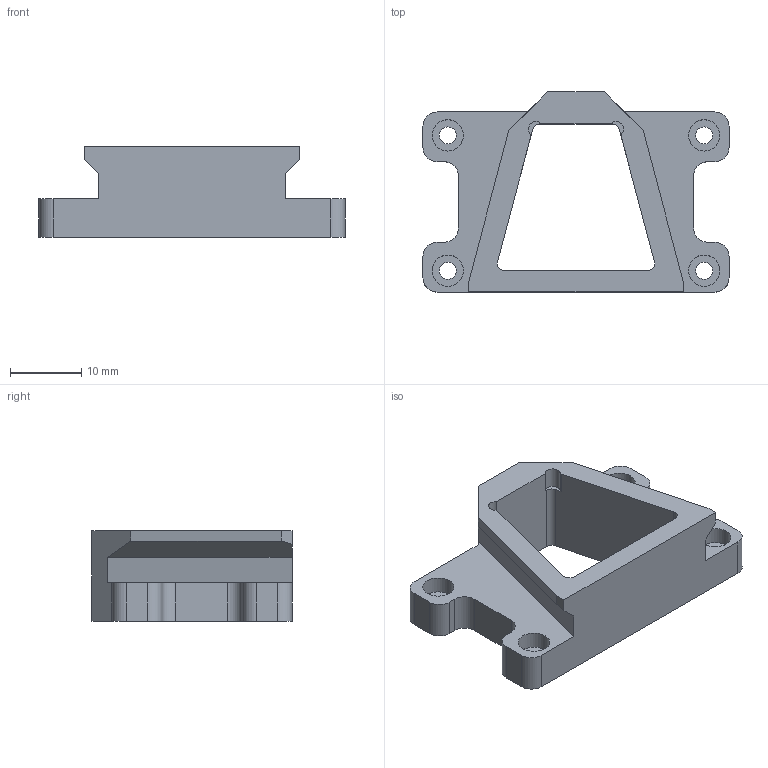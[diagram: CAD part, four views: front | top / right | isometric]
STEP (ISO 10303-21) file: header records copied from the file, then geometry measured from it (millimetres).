
FILE_DESCRIPTION(/* description */ (''),/* implementation_level */ '2;1');
FILE_NAME(/* name */ 'Sans nom.step',/* time_stamp */ '2022-01-28T14:31:21+01:00',/* author */ (''),/* organization */ (''),/* preprocessor_version */ 'ST-DEVELOPER v18.1',/* originating_system */ 'Autodesk Translation Framework v10.13.0.1454',/* authorisation */ '');
FILE_SCHEMA (('AUTOMOTIVE_DESIGN { 1 0 10303 214 3 1 1 }'));
Length unit declared in the file: millimetre
Products named in the file (1): Sans nom
Bounding box: 43 x 28.1 x 12.7 mm (x, y, z)
Volume: 4817.8 mm3; surface area: 4110.9 mm2
Topology: 1 solids, 1 shells, 66 faces, 180 edges, 120 vertices
Faces by surface type: plane 40, cylinder 26
Full cylindrical faces by diameter (mm): 2.4 x4, 4.4 x4
Entity records: 2149 total; most frequent: CARTESIAN_POINT 367, DIRECTION 366, ORIENTED_EDGE 360, EDGE_CURVE 180, LINE 128, VECTOR 128, VERTEX_POINT 120, AXIS2_PLACEMENT_3D 119
